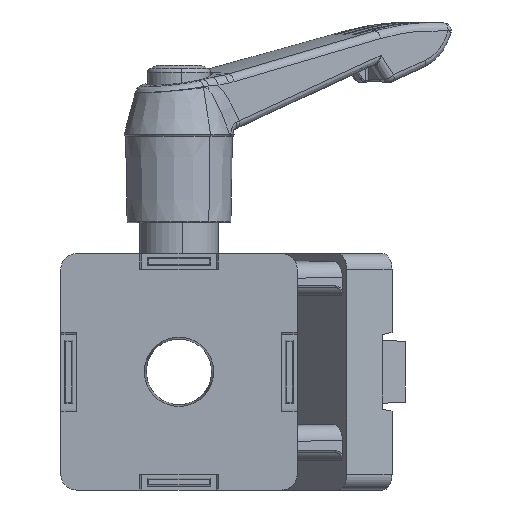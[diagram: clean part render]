
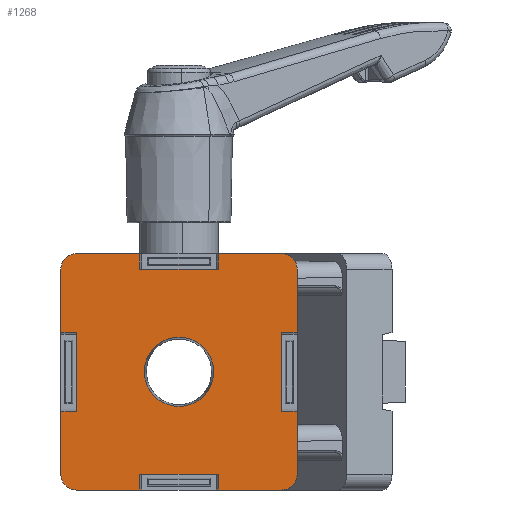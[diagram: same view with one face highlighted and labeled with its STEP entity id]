
A CAD part, front view. The second image highlights one B-rep face of the part: STEP entity #1268.
In plain terms, the highlighted planar face has unit normal (0, -1, 0).
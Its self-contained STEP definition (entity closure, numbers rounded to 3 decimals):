
#1268=ADVANCED_FACE('NONE',(#2747,#2748),#2749,.T.);
#2747=FACE_OUTER_BOUND('',#6941,.T.);
#2748=FACE_BOUND('',#6942,.T.);
#2749=PLANE('',#6943);
#6941=EDGE_LOOP('',(#10638,#10639,#10640,#10641,#10642,#10643,#10644,#10645,#10646,#10647,#10648,#10649,#10650,#10651,#10652,#10653,#10654,#10655,#10656,#10657,#10658,#10659,#10660,#10661));
#6942=EDGE_LOOP('',(#10662,#10663));
#6943=AXIS2_PLACEMENT_3D('',#10664,#10665,#10666);
#10638=ORIENTED_EDGE('',*,*,#13818,.F.);
#10639=ORIENTED_EDGE('',*,*,#13819,.F.);
#10640=ORIENTED_EDGE('',*,*,#13820,.F.);
#10641=ORIENTED_EDGE('',*,*,#13794,.F.);
#10642=ORIENTED_EDGE('',*,*,#13821,.T.);
#10643=ORIENTED_EDGE('',*,*,#13782,.F.);
#10644=ORIENTED_EDGE('',*,*,#13822,.F.);
#10645=ORIENTED_EDGE('',*,*,#13823,.F.);
#10646=ORIENTED_EDGE('',*,*,#13824,.F.);
#10647=ORIENTED_EDGE('',*,*,#13786,.F.);
#10648=ORIENTED_EDGE('',*,*,#13825,.T.);
#10649=ORIENTED_EDGE('',*,*,#13774,.F.);
#10650=ORIENTED_EDGE('',*,*,#13826,.F.);
#10651=ORIENTED_EDGE('',*,*,#13827,.F.);
#10652=ORIENTED_EDGE('',*,*,#13828,.F.);
#10653=ORIENTED_EDGE('',*,*,#13778,.F.);
#10654=ORIENTED_EDGE('',*,*,#13829,.T.);
#10655=ORIENTED_EDGE('',*,*,#13766,.F.);
#10656=ORIENTED_EDGE('',*,*,#13830,.F.);
#10657=ORIENTED_EDGE('',*,*,#13831,.F.);
#10658=ORIENTED_EDGE('',*,*,#13832,.F.);
#10659=ORIENTED_EDGE('',*,*,#13770,.F.);
#10660=ORIENTED_EDGE('',*,*,#13833,.T.);
#10661=ORIENTED_EDGE('',*,*,#13790,.F.);
#10662=ORIENTED_EDGE('',*,*,#13695,.T.);
#10663=ORIENTED_EDGE('',*,*,#13834,.T.);
#10664=CARTESIAN_POINT('',(-15.0,-22.5,-15.0));
#10665=DIRECTION('',(0.,-1.0,0.));
#10666=DIRECTION('',(0.,0.,1.0));
#13695=EDGE_CURVE('NONE',#15997,#15995,#15998,.T.);
#13766=EDGE_CURVE('NONE',#16116,#16118,#16119,.T.);
#13770=EDGE_CURVE('NONE',#16124,#16126,#16127,.T.);
#13774=EDGE_CURVE('NONE',#16130,#16132,#16133,.T.);
#13778=EDGE_CURVE('NONE',#16138,#16140,#16141,.T.);
#13782=EDGE_CURVE('NONE',#16144,#16146,#16147,.T.);
#13786=EDGE_CURVE('NONE',#16152,#16154,#16155,.T.);
#13790=EDGE_CURVE('NONE',#16158,#16160,#16161,.T.);
#13794=EDGE_CURVE('NONE',#16166,#16168,#16169,.T.);
#13818=EDGE_CURVE('NONE',#16205,#16158,#16206,.T.);
#13819=EDGE_CURVE('NONE',#16207,#16205,#16208,.T.);
#13820=EDGE_CURVE('NONE',#16168,#16207,#16209,.T.);
#13821=EDGE_CURVE('NONE',#16166,#16146,#16210,.T.);
#13822=EDGE_CURVE('NONE',#16211,#16144,#16212,.T.);
#13823=EDGE_CURVE('NONE',#16213,#16211,#16214,.T.);
#13824=EDGE_CURVE('NONE',#16154,#16213,#16215,.T.);
#13825=EDGE_CURVE('NONE',#16152,#16132,#16216,.T.);
#13826=EDGE_CURVE('NONE',#16217,#16130,#16218,.T.);
#13827=EDGE_CURVE('NONE',#16219,#16217,#16220,.T.);
#13828=EDGE_CURVE('NONE',#16140,#16219,#16221,.T.);
#13829=EDGE_CURVE('NONE',#16138,#16118,#16222,.T.);
#13830=EDGE_CURVE('NONE',#16223,#16116,#16224,.T.);
#13831=EDGE_CURVE('NONE',#16225,#16223,#16226,.T.);
#13832=EDGE_CURVE('NONE',#16126,#16225,#16227,.T.);
#13833=EDGE_CURVE('NONE',#16124,#16160,#16228,.T.);
#13834=EDGE_CURVE('NONE',#15995,#15997,#16229,.T.);
#15995=VERTEX_POINT('NONE',#20264);
#15997=VERTEX_POINT('NONE',#20267);
#15998=CIRCLE('',#20268,4.394);
#16116=VERTEX_POINT('NONE',#20485);
#16118=VERTEX_POINT('NONE',#20488);
#16119=LINE('',#20489,#20490);
#16124=VERTEX_POINT('NONE',#20497);
#16126=VERTEX_POINT('NONE',#20500);
#16127=LINE('',#20501,#20502);
#16130=VERTEX_POINT('NONE',#20506);
#16132=VERTEX_POINT('NONE',#20509);
#16133=LINE('',#20510,#20511);
#16138=VERTEX_POINT('NONE',#20518);
#16140=VERTEX_POINT('NONE',#20521);
#16141=LINE('',#20522,#20523);
#16144=VERTEX_POINT('NONE',#20527);
#16146=VERTEX_POINT('NONE',#20530);
#16147=LINE('',#20531,#20532);
#16152=VERTEX_POINT('NONE',#20539);
#16154=VERTEX_POINT('NONE',#20542);
#16155=LINE('',#20543,#20544);
#16158=VERTEX_POINT('NONE',#20548);
#16160=VERTEX_POINT('NONE',#20551);
#16161=LINE('',#20552,#20553);
#16166=VERTEX_POINT('NONE',#20560);
#16168=VERTEX_POINT('NONE',#20563);
#16169=LINE('',#20564,#20565);
#16205=VERTEX_POINT('NONE',#20669);
#16206=LINE('',#20670,#20671);
#16207=VERTEX_POINT('NONE',#20672);
#16208=LINE('',#20673,#20674);
#16209=LINE('',#20675,#20676);
#16210=CIRCLE('',#20677,2.0);
#16211=VERTEX_POINT('NONE',#20678);
#16212=LINE('',#20679,#20680);
#16213=VERTEX_POINT('NONE',#20681);
#16214=LINE('',#20682,#20683);
#16215=LINE('',#20684,#20685);
#16216=CIRCLE('',#20686,2.0);
#16217=VERTEX_POINT('NONE',#20687);
#16218=LINE('',#20688,#20689);
#16219=VERTEX_POINT('NONE',#20690);
#16220=LINE('',#20691,#20692);
#16221=LINE('',#20693,#20694);
#16222=CIRCLE('',#20695,2.0);
#16223=VERTEX_POINT('NONE',#20696);
#16224=LINE('',#20697,#20698);
#16225=VERTEX_POINT('NONE',#20699);
#16226=LINE('',#20700,#20701);
#16227=LINE('',#20702,#20703);
#16228=CIRCLE('',#20704,2.0);
#16229=CIRCLE('',#20705,4.394);
#20264=CARTESIAN_POINT('',(4.394,-22.5,0.));
#20267=CARTESIAN_POINT('',(-4.394,-22.5,0.));
#20268=AXIS2_PLACEMENT_3D('',#23458,#23459,#23460);
#20485=CARTESIAN_POINT('',(-15.0,-22.5,5.0));
#20488=CARTESIAN_POINT('',(-15.0,-22.5,13.0));
#20489=CARTESIAN_POINT('',(-15.0,-22.5,15.0));
#20490=VECTOR('',#23523,1000.0);
#20497=CARTESIAN_POINT('',(-15.0,-22.5,-13.0));
#20500=CARTESIAN_POINT('',(-15.0,-22.5,-5.0));
#20501=CARTESIAN_POINT('',(-15.0,-22.5,15.0));
#20502=VECTOR('',#23527,1000.0);
#20506=CARTESIAN_POINT('',(5.0,-22.5,15.0));
#20509=CARTESIAN_POINT('',(13.0,-22.5,15.0));
#20510=CARTESIAN_POINT('',(-15.0,-22.5,15.0));
#20511=VECTOR('',#23530,1000.0);
#20518=CARTESIAN_POINT('',(-13.0,-22.5,15.0));
#20521=CARTESIAN_POINT('',(-5.0,-22.5,15.0));
#20522=CARTESIAN_POINT('',(-15.0,-22.5,15.0));
#20523=VECTOR('',#23534,1000.0);
#20527=CARTESIAN_POINT('',(15.0,-22.5,-5.0));
#20530=CARTESIAN_POINT('',(15.0,-22.5,-13.0));
#20531=CARTESIAN_POINT('',(15.0,-22.5,15.0));
#20532=VECTOR('',#23537,1000.0);
#20539=CARTESIAN_POINT('',(15.0,-22.5,13.0));
#20542=CARTESIAN_POINT('',(15.0,-22.5,5.0));
#20543=CARTESIAN_POINT('',(15.0,-22.5,15.0));
#20544=VECTOR('',#23541,1000.0);
#20548=CARTESIAN_POINT('',(-5.0,-22.5,-15.0));
#20551=CARTESIAN_POINT('',(-13.0,-22.5,-15.0));
#20552=CARTESIAN_POINT('',(-15.0,-22.5,-15.0));
#20553=VECTOR('',#23544,1000.0);
#20560=CARTESIAN_POINT('',(13.0,-22.5,-15.0));
#20563=CARTESIAN_POINT('',(5.0,-22.5,-15.0));
#20564=CARTESIAN_POINT('',(-15.0,-22.5,-15.0));
#20565=VECTOR('',#23548,1000.0);
#20669=CARTESIAN_POINT('',(-5.0,-22.5,-13.0));
#20670=CARTESIAN_POINT('',(-5.0,-22.5,-15.0));
#20671=VECTOR('',#23572,1000.0);
#20672=CARTESIAN_POINT('',(5.0,-22.5,-13.0));
#20673=CARTESIAN_POINT('',(5.0,-22.5,-13.0));
#20674=VECTOR('',#23573,1000.0);
#20675=CARTESIAN_POINT('',(5.0,-22.5,-15.0));
#20676=VECTOR('',#23574,1000.0);
#20677=AXIS2_PLACEMENT_3D('',#23575,#23576,#23577);
#20678=CARTESIAN_POINT('',(13.0,-22.5,-5.0));
#20679=CARTESIAN_POINT('',(15.0,-22.5,-5.0));
#20680=VECTOR('',#23578,1000.0);
#20681=CARTESIAN_POINT('',(13.0,-22.5,5.0));
#20682=CARTESIAN_POINT('',(13.0,-22.5,5.0));
#20683=VECTOR('',#23579,1000.0);
#20684=CARTESIAN_POINT('',(15.0,-22.5,5.0));
#20685=VECTOR('',#23580,1000.0);
#20686=AXIS2_PLACEMENT_3D('',#23581,#23582,#23583);
#20687=CARTESIAN_POINT('',(5.0,-22.5,13.0));
#20688=CARTESIAN_POINT('',(5.0,-22.5,15.0));
#20689=VECTOR('',#23584,1000.0);
#20690=CARTESIAN_POINT('',(-5.0,-22.5,13.0));
#20691=CARTESIAN_POINT('',(5.0,-22.5,13.0));
#20692=VECTOR('',#23585,1000.0);
#20693=CARTESIAN_POINT('',(-5.0,-22.5,15.0));
#20694=VECTOR('',#23586,1000.0);
#20695=AXIS2_PLACEMENT_3D('',#23587,#23588,#23589);
#20696=CARTESIAN_POINT('',(-13.0,-22.5,5.0));
#20697=CARTESIAN_POINT('',(-15.0,-22.5,5.0));
#20698=VECTOR('',#23590,1000.0);
#20699=CARTESIAN_POINT('',(-13.0,-22.5,-5.0));
#20700=CARTESIAN_POINT('',(-13.0,-22.5,5.0));
#20701=VECTOR('',#23591,1000.0);
#20702=CARTESIAN_POINT('',(-15.0,-22.5,-5.0));
#20703=VECTOR('',#23592,1000.0);
#20704=AXIS2_PLACEMENT_3D('',#23593,#23594,#23595);
#20705=AXIS2_PLACEMENT_3D('',#23596,#23597,#23598);
#23458=CARTESIAN_POINT('',(0.0,-22.5,0.));
#23459=DIRECTION('',(0.,1.0,0.));
#23460=DIRECTION('',(-1.0,0.,0.));
#23523=DIRECTION('',(0.,0.,1.0));
#23527=DIRECTION('',(0.,0.,1.0));
#23530=DIRECTION('',(1.0,0.,0.));
#23534=DIRECTION('',(1.0,0.,0.));
#23537=DIRECTION('',(0.,0.,-1.0));
#23541=DIRECTION('',(0.,0.,-1.0));
#23544=DIRECTION('',(-1.0,0.,0.));
#23548=DIRECTION('',(-1.0,0.,0.));
#23572=DIRECTION('',(0.,0.,-1.0));
#23573=DIRECTION('',(-1.0,0.,0.));
#23574=DIRECTION('',(0.,0.,1.0));
#23575=CARTESIAN_POINT('',(13.0,-22.5,-13.0));
#23576=DIRECTION('',(0.,-1.0,0.));
#23577=DIRECTION('',(-1.0,0.,0.));
#23578=DIRECTION('',(1.0,0.,0.));
#23579=DIRECTION('',(0.,0.,-1.0));
#23580=DIRECTION('',(-1.0,0.,0.));
#23581=CARTESIAN_POINT('',(13.0,-22.5,13.0));
#23582=DIRECTION('',(0.,-1.0,0.));
#23583=DIRECTION('',(-1.0,0.,0.));
#23584=DIRECTION('',(0.,0.,1.0));
#23585=DIRECTION('',(1.0,0.,0.));
#23586=DIRECTION('',(0.,0.,-1.0));
#23587=CARTESIAN_POINT('',(-13.0,-22.5,13.0));
#23588=DIRECTION('',(0.,-1.0,0.));
#23589=DIRECTION('',(-1.0,0.,0.));
#23590=DIRECTION('',(-1.0,0.,0.));
#23591=DIRECTION('',(0.,0.,1.0));
#23592=DIRECTION('',(1.0,0.,0.));
#23593=CARTESIAN_POINT('',(-13.0,-22.5,-13.0));
#23594=DIRECTION('',(0.,-1.0,0.));
#23595=DIRECTION('',(-1.0,0.,0.));
#23596=CARTESIAN_POINT('',(0.0,-22.5,0.));
#23597=DIRECTION('',(0.,1.0,0.));
#23598=DIRECTION('',(-1.0,0.,0.));
